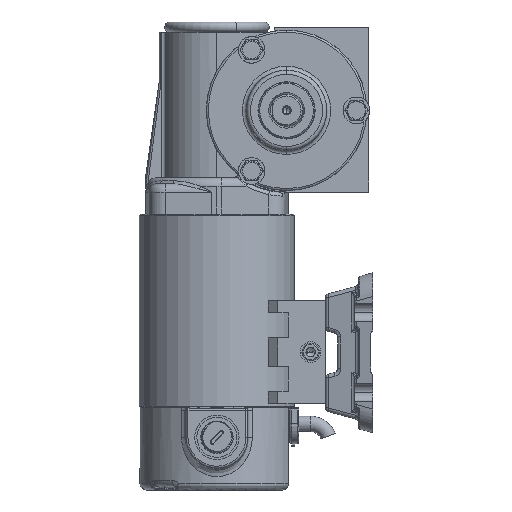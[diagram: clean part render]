
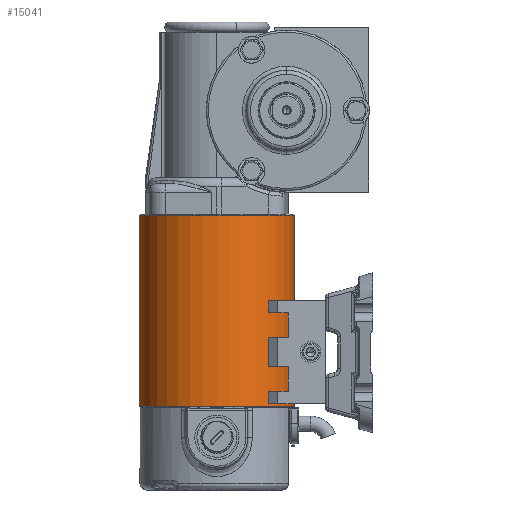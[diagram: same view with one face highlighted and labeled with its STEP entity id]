
A CAD part, left-side view. The second image highlights one B-rep face of the part: STEP entity #15041.
In plain terms, the highlighted cylindrical face has radius 30.671 mm (diameter 61.341 mm), a partial arc.
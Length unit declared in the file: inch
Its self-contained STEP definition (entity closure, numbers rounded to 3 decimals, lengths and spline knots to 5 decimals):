
#961 = LINE ( 'NONE', #34505, #966 ) ;
#966 = VECTOR ( 'NONE', #34509, 39.37008 ) ;
#1708 = CIRCLE ( 'NONE', #35095, 1.2075 ) ;
#6840 = CYLINDRICAL_SURFACE ( 'NONE', #36820, 1.2075 ) ;
#6842 = FACE_OUTER_BOUND ( 'NONE', #40454, .T. ) ;
#14471 = DIRECTION ( 'NONE',  ( 0., 1., 0. ) ) ;
#14475 = DIRECTION ( 'NONE',  ( 0., 0., -1. ) ) ;
#14477 = CARTESIAN_POINT ( 'NONE',  ( 0., 0., -3. ) ) ;
#15041 = ADVANCED_FACE ( 'NONE', ( #6842 ), #6840, .T. ) ;
#15325 = CARTESIAN_POINT ( 'NONE',  ( 0., -1.2075, -3. ) ) ;
#15332 = DIRECTION ( 'NONE',  ( 0., 0., -1. ) ) ;
#17171 = LINE ( 'NONE', #15325, #17177 ) ;
#17177 = VECTOR ( 'NONE', #15332, 39.37008 ) ;
#17918 = CIRCLE ( 'NONE', #34289, 1.2075 ) ;
#23837 = CARTESIAN_POINT ( 'NONE',  ( 0., -1.2075, -0.015 ) ) ;
#25954 = CARTESIAN_POINT ( 'NONE',  ( 0., 0., -2.985 ) ) ;
#25955 = DIRECTION ( 'NONE',  ( 0., 0., -1. ) ) ;
#25956 = DIRECTION ( 'NONE',  ( 0., 1., 0. ) ) ;
#28884 = CARTESIAN_POINT ( 'NONE',  ( 0., 0., -0.015 ) ) ;
#28886 = DIRECTION ( 'NONE',  ( 0., 0., -1. ) ) ;
#28887 = DIRECTION ( 'NONE',  ( 0., 1., 0. ) ) ;
#34289 = AXIS2_PLACEMENT_3D ( 'NONE', #25954, #25955, #25956 ) ;
#34505 = CARTESIAN_POINT ( 'NONE',  ( 0., 1.2075, -3. ) ) ;
#34509 = DIRECTION ( 'NONE',  ( 0., 0., -1. ) ) ;
#35095 = AXIS2_PLACEMENT_3D ( 'NONE', #28884, #28886, #28887 ) ;
#36820 = AXIS2_PLACEMENT_3D ( 'NONE', #14477, #14475, #14471 ) ;
#39848 = ORIENTED_EDGE ( 'NONE', *, *, #52419, .F. ) ;
#39849 = ORIENTED_EDGE ( 'NONE', *, *, #53652, .T. ) ;
#39850 = ORIENTED_EDGE ( 'NONE', *, *, #53308, .T. ) ;
#39851 = ORIENTED_EDGE ( 'NONE', *, *, #52748, .F. ) ;
#40454 = EDGE_LOOP ( 'NONE', ( #39848, #39849, #39850, #39851 ) ) ;
#52419 = EDGE_CURVE ( 'NONE', #59010, #57297, #17171, .T. ) ;
#52748 = EDGE_CURVE ( 'NONE', #57297, #57304, #17918, .T. ) ;
#53308 = EDGE_CURVE ( 'NONE', #57401, #57304, #961, .T. ) ;
#53652 = EDGE_CURVE ( 'NONE', #59010, #57401, #1708, .T. ) ;
#57297 = VERTEX_POINT ( 'NONE', #60922 ) ;
#57304 = VERTEX_POINT ( 'NONE', #60929 ) ;
#57401 = VERTEX_POINT ( 'NONE', #61026 ) ;
#59010 = VERTEX_POINT ( 'NONE', #23837 ) ;
#60922 = CARTESIAN_POINT ( 'NONE',  ( 0., -1.2075, -2.985 ) ) ;
#60929 = CARTESIAN_POINT ( 'NONE',  ( 0., 1.2075, -2.985 ) ) ;
#61026 = CARTESIAN_POINT ( 'NONE',  ( 0., 1.2075, -0.015 ) ) ;
